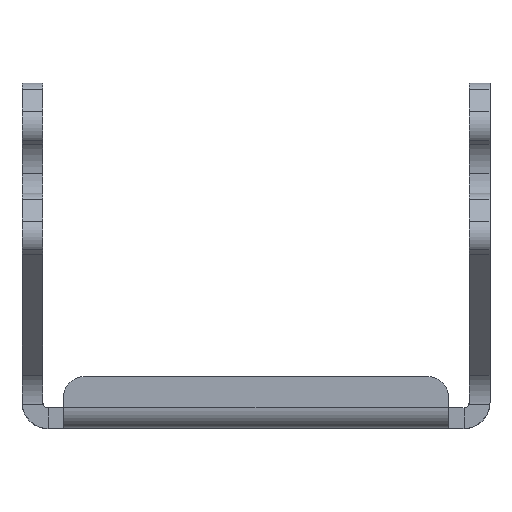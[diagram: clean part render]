
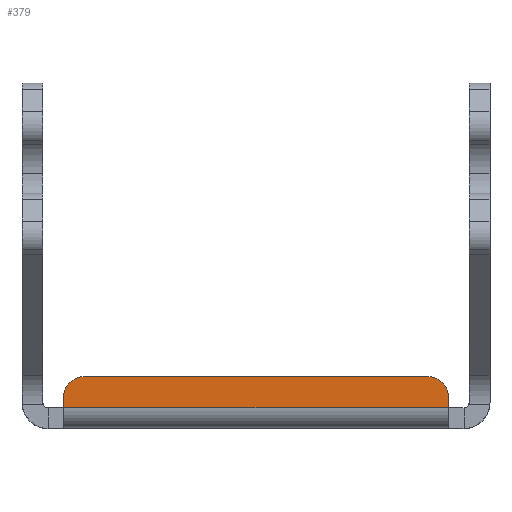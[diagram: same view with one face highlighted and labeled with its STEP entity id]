
A CAD part, top view. The second image highlights one B-rep face of the part: STEP entity #379.
In plain terms, the highlighted planar face has unit normal (0, 0, 1).
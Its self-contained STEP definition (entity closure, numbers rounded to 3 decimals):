
#224=FACE_OUTER_BOUND('',#694,.T.);
#379=ADVANCED_FACE('',(#224),#482,.F.);
#482=PLANE('',#3146);
#694=EDGE_LOOP('',(#1473,#1474,#1475,#1476,#1477,#1478));
#930=CIRCLE('',#3144,2.);
#931=CIRCLE('',#3145,2.);
#1473=ORIENTED_EDGE('',*,*,#2353,.F.);
#1474=ORIENTED_EDGE('',*,*,#2354,.T.);
#1475=ORIENTED_EDGE('',*,*,#2355,.T.);
#1476=ORIENTED_EDGE('',*,*,#2356,.T.);
#1477=ORIENTED_EDGE('',*,*,#2357,.T.);
#1478=ORIENTED_EDGE('',*,*,#2358,.T.);
#2010=VERTEX_POINT('',#4760);
#2011=VERTEX_POINT('',#4764);
#2012=VERTEX_POINT('',#4768);
#2013=VERTEX_POINT('',#4770);
#2014=VERTEX_POINT('',#4772);
#2015=VERTEX_POINT('',#4774);
#2353=EDGE_CURVE('',#2010,#2011,#2621,.T.);
#2354=EDGE_CURVE('',#2010,#2012,#2622,.T.);
#2355=EDGE_CURVE('',#2012,#2013,#930,.T.);
#2356=EDGE_CURVE('',#2013,#2014,#2623,.T.);
#2357=EDGE_CURVE('',#2014,#2015,#931,.T.);
#2358=EDGE_CURVE('',#2015,#2011,#2624,.T.);
#2621=LINE('',#4765,#2831);
#2622=LINE('',#4767,#2832);
#2623=LINE('',#4771,#2833);
#2624=LINE('',#4775,#2834);
#2831=VECTOR('',#3850,1.);
#2832=VECTOR('',#3853,1.);
#2833=VECTOR('',#3856,1.);
#2834=VECTOR('',#3859,1.);
#3144=AXIS2_PLACEMENT_3D('',#4769,#3854,#3855);
#3145=AXIS2_PLACEMENT_3D('',#4773,#3857,#3858);
#3146=AXIS2_PLACEMENT_3D('',#4776,#3860,#3861);
#3850=DIRECTION('',(-1.,0.,0.));
#3853=DIRECTION('',(0.,1.,0.));
#3854=DIRECTION('',(0.,0.,1.));
#3855=DIRECTION('',(1.,0.,0.));
#3856=DIRECTION('',(-1.,0.,0.));
#3857=DIRECTION('',(0.,0.,1.));
#3858=DIRECTION('',(0.,1.,0.));
#3859=DIRECTION('',(0.,-1.,0.));
#3860=DIRECTION('',(0.,0.,-1.));
#3861=DIRECTION('',(1.,0.,0.));
#4760=CARTESIAN_POINT('',(100.5,-28.3,18.5));
#4764=CARTESIAN_POINT('',(63.5,-28.3,18.5));
#4765=CARTESIAN_POINT('',(100.5,-28.3,18.5));
#4767=CARTESIAN_POINT('',(100.5,-28.3,18.5));
#4768=CARTESIAN_POINT('',(100.5,-27.3,18.5));
#4769=CARTESIAN_POINT('',(98.5,-27.3,18.5));
#4770=CARTESIAN_POINT('',(98.5,-25.3,18.5));
#4771=CARTESIAN_POINT('',(98.5,-25.3,18.5));
#4772=CARTESIAN_POINT('',(65.5,-25.3,18.5));
#4773=CARTESIAN_POINT('',(65.5,-27.3,18.5));
#4774=CARTESIAN_POINT('',(63.5,-27.3,18.5));
#4775=CARTESIAN_POINT('',(63.5,-27.3,18.5));
#4776=CARTESIAN_POINT('',(63.5,-30.3,18.5));
